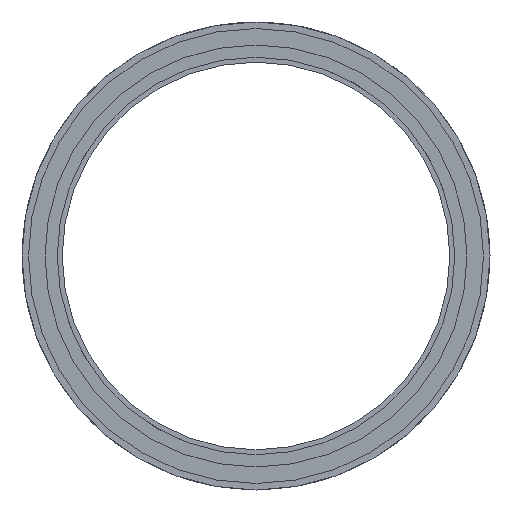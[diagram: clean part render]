
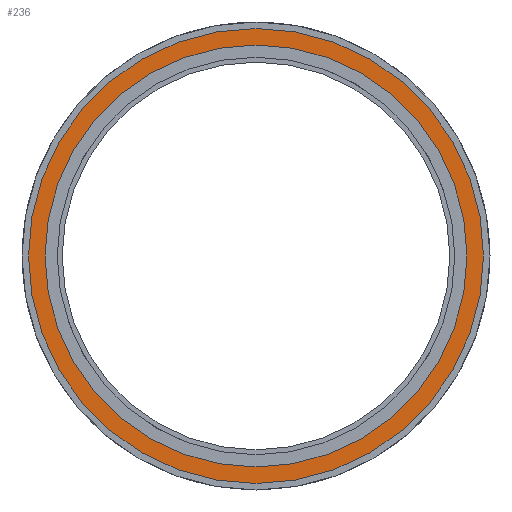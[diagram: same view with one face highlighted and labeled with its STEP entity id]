
A CAD part, front view. The second image highlights one B-rep face of the part: STEP entity #236.
In plain terms, the highlighted planar face has unit normal (0, -1, 0).
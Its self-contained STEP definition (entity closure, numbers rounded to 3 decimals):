
#20 = EDGE_CURVE ( 'NONE', #184, #184, #196, .T. ) ;
#27 = CARTESIAN_POINT ( 'NONE',  ( 0., -9.9, 87.5 ) ) ;
#66 = ORIENTED_EDGE ( 'NONE', *, *, #20, .F. ) ;
#80 = FACE_BOUND ( 'NONE', #430, .T. ) ;
#119 = DIRECTION ( 'NONE',  ( 0., -1., 0. ) ) ;
#141 = ORIENTED_EDGE ( 'NONE', *, *, #330, .T. ) ;
#157 = AXIS2_PLACEMENT_3D ( 'NONE', #183, #119, #355 ) ;
#169 = AXIS2_PLACEMENT_3D ( 'NONE', #428, #272, #427 ) ;
#183 = CARTESIAN_POINT ( 'NONE',  ( 0., -9.9, 0. ) ) ;
#184 = VERTEX_POINT ( 'NONE', #399 ) ;
#196 = CIRCLE ( 'NONE', #418, 81.15 ) ;
#236 = ADVANCED_FACE ( 'NONE', ( #80, #466 ), #334, .F. ) ;
#272 = DIRECTION ( 'NONE',  ( 0., 1., 0. ) ) ;
#294 = CARTESIAN_POINT ( 'NONE',  ( 0., -9.9, 0. ) ) ;
#320 = VERTEX_POINT ( 'NONE', #27 ) ;
#330 = EDGE_CURVE ( 'NONE', #320, #320, #429, .T. ) ;
#334 = PLANE ( 'NONE',  #169 ) ;
#355 = DIRECTION ( 'NONE',  ( 0., 0., 1. ) ) ;
#379 = EDGE_LOOP ( 'NONE', ( #141 ) ) ;
#392 = DIRECTION ( 'NONE',  ( 0., -1., 0. ) ) ;
#399 = CARTESIAN_POINT ( 'NONE',  ( 0., -9.9, 81.15 ) ) ;
#418 = AXIS2_PLACEMENT_3D ( 'NONE', #294, #392, #441 ) ;
#427 = DIRECTION ( 'NONE',  ( 0., 0., 1. ) ) ;
#428 = CARTESIAN_POINT ( 'NONE',  ( 0., -9.9, 0. ) ) ;
#429 = CIRCLE ( 'NONE', #157, 87.5 ) ;
#430 = EDGE_LOOP ( 'NONE', ( #66 ) ) ;
#441 = DIRECTION ( 'NONE',  ( 0., 0., 1. ) ) ;
#466 = FACE_OUTER_BOUND ( 'NONE', #379, .T. ) ;
